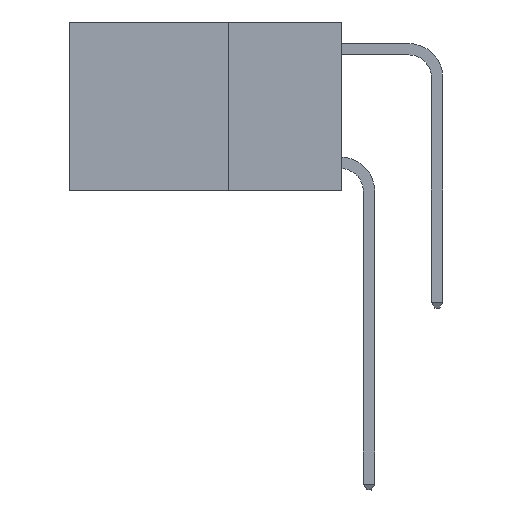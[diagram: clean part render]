
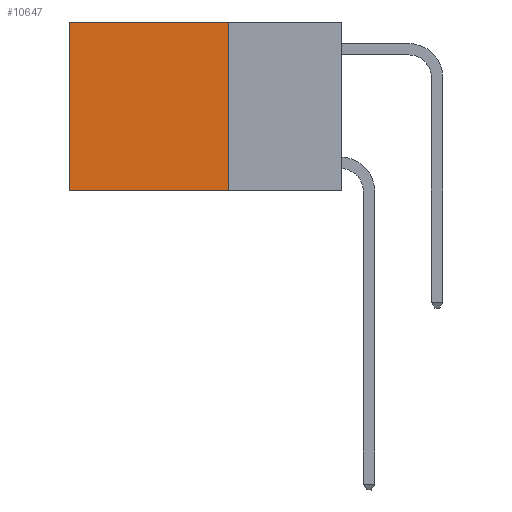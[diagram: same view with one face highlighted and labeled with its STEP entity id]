
A CAD part, left-side view. The second image highlights one B-rep face of the part: STEP entity #10647.
In plain terms, the highlighted planar face has unit normal (-1, 0, 0).
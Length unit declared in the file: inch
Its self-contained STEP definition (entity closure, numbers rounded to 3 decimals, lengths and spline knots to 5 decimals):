
#307 = VERTEX_POINT ( 'NONE', #7388 ) ;
#936 = CARTESIAN_POINT ( 'NONE',  ( 0.2625, 0.25, 0. ) ) ;
#1145 = DIRECTION ( 'NONE',  ( 0., 1., 0. ) ) ;
#1407 = VERTEX_POINT ( 'NONE', #8675 ) ;
#1770 = CARTESIAN_POINT ( 'NONE',  ( 0.2625, 0.6, 0. ) ) ;
#1813 = DIRECTION ( 'NONE',  ( 0., 0., -1. ) ) ;
#2383 = ORIENTED_EDGE ( 'NONE', *, *, #5135, .F. ) ;
#2520 = EDGE_CURVE ( 'NONE', #307, #4458, #7369, .T. ) ;
#2725 = ORIENTED_EDGE ( 'NONE', *, *, #3615, .T. ) ;
#3138 = VECTOR ( 'NONE', #4519, 39.37008 ) ;
#3327 = AXIS2_PLACEMENT_3D ( 'NONE', #936, #12232, #7028 ) ;
#3461 = LINE ( 'NONE', #7410, #3138 ) ;
#3477 = FACE_OUTER_BOUND ( 'NONE', #5529, .T. ) ;
#3615 = EDGE_CURVE ( 'NONE', #10354, #1407, #3461, .T. ) ;
#3814 = VECTOR ( 'NONE', #1813, 39.37008 ) ;
#4133 = PLANE ( 'NONE',  #3327 ) ;
#4458 = VERTEX_POINT ( 'NONE', #7752 ) ;
#4519 = DIRECTION ( 'NONE',  ( 0., 1., 0. ) ) ;
#4787 = VECTOR ( 'NONE', #11829, 39.37008 ) ;
#5135 = EDGE_CURVE ( 'NONE', #10354, #307, #11953, .T. ) ;
#5529 = EDGE_LOOP ( 'NONE', ( #9383, #11894, #2383, #2725 ) ) ;
#6364 = CARTESIAN_POINT ( 'NONE',  ( 0.2625, 0.25, 0. ) ) ;
#7028 = DIRECTION ( 'NONE',  ( 0., 0., -1. ) ) ;
#7369 = LINE ( 'NONE', #8075, #11716 ) ;
#7388 = CARTESIAN_POINT ( 'NONE',  ( 0.2625, 0.25, -0.37 ) ) ;
#7410 = CARTESIAN_POINT ( 'NONE',  ( 0.2625, 0.25, 0. ) ) ;
#7752 = CARTESIAN_POINT ( 'NONE',  ( 0.2625, 0.6, -0.37 ) ) ;
#8075 = CARTESIAN_POINT ( 'NONE',  ( 0.2625, 0.25, -0.37 ) ) ;
#8675 = CARTESIAN_POINT ( 'NONE',  ( 0.2625, 0.6, 0. ) ) ;
#9085 = LINE ( 'NONE', #1770, #3814 ) ;
#9211 = EDGE_CURVE ( 'NONE', #1407, #4458, #9085, .T. ) ;
#9281 = CARTESIAN_POINT ( 'NONE',  ( 0.2625, 0.25, 0. ) ) ;
#9383 = ORIENTED_EDGE ( 'NONE', *, *, #9211, .T. ) ;
#10354 = VERTEX_POINT ( 'NONE', #6364 ) ;
#10647 = ADVANCED_FACE ( 'NONE', ( #3477 ), #4133, .F. ) ;
#11716 = VECTOR ( 'NONE', #1145, 39.37008 ) ;
#11829 = DIRECTION ( 'NONE',  ( 0., 0., -1. ) ) ;
#11894 = ORIENTED_EDGE ( 'NONE', *, *, #2520, .F. ) ;
#11953 = LINE ( 'NONE', #9281, #4787 ) ;
#12232 = DIRECTION ( 'NONE',  ( 1., 0., 0. ) ) ;
